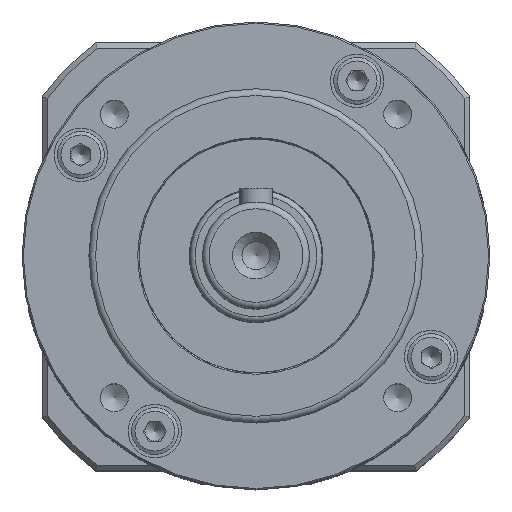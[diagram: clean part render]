
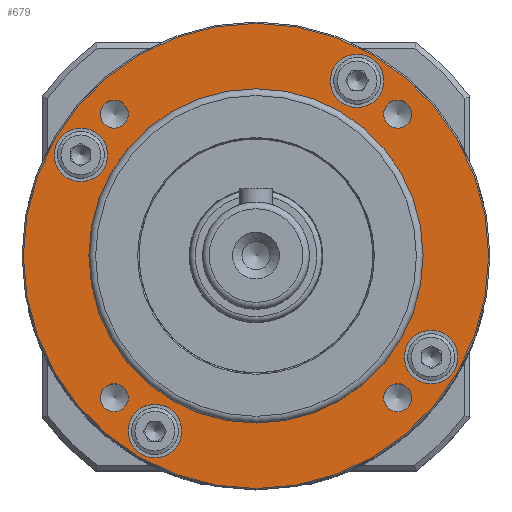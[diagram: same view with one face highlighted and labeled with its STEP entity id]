
A CAD part, top view. The second image highlights one B-rep face of the part: STEP entity #679.
In plain terms, the highlighted planar face has unit normal (0, 0, 1).
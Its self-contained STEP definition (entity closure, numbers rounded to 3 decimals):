
#129=CARTESIAN_POINT('',(-34.8,0.0,-5.0));
#130=VERTEX_POINT('',#129);
#131=CARTESIAN_POINT('',(0.0,0.0,-5.0));
#132=DIRECTION('',(0.0,0.0,1.0));
#133=DIRECTION('',(1.0,0.0,0.0));
#134=AXIS2_PLACEMENT_3D('',#131,#132,#133);
#135=CIRCLE('',#134,34.8);
#136=EDGE_CURVE('',#130,#130,#135,.T.);
#196=CARTESIAN_POINT('',(23.313,21.213,-5.0));
#197=VERTEX_POINT('',#196);
#198=CARTESIAN_POINT('',(21.213,21.213,-5.0));
#199=DIRECTION('',(0.0,0.0,1.0));
#200=DIRECTION('',(1.0,0.0,0.0));
#201=AXIS2_PLACEMENT_3D('',#198,#199,#200);
#202=CIRCLE('',#201,2.1);
#203=EDGE_CURVE('',#197,#197,#202,.T.);
#233=CARTESIAN_POINT('',(-19.113,21.213,-5.0));
#234=VERTEX_POINT('',#233);
#235=CARTESIAN_POINT('',(-21.213,21.213,-5.0));
#236=DIRECTION('',(0.0,0.0,1.0));
#237=DIRECTION('',(1.0,0.0,0.0));
#238=AXIS2_PLACEMENT_3D('',#235,#236,#237);
#239=CIRCLE('',#238,2.1);
#240=EDGE_CURVE('',#234,#234,#239,.T.);
#270=CARTESIAN_POINT('',(-19.113,-21.213,-5.0));
#271=VERTEX_POINT('',#270);
#272=CARTESIAN_POINT('',(-21.213,-21.213,-5.0));
#273=DIRECTION('',(0.0,0.0,1.0));
#274=DIRECTION('',(1.0,0.0,0.0));
#275=AXIS2_PLACEMENT_3D('',#272,#273,#274);
#276=CIRCLE('',#275,2.1);
#277=EDGE_CURVE('',#271,#271,#276,.T.);
#307=CARTESIAN_POINT('',(23.313,-21.213,-5.0));
#308=VERTEX_POINT('',#307);
#309=CARTESIAN_POINT('',(21.213,-21.213,-5.0));
#310=DIRECTION('',(0.0,0.0,1.0));
#311=DIRECTION('',(1.0,0.0,0.0));
#312=AXIS2_PLACEMENT_3D('',#309,#310,#311);
#313=CIRCLE('',#312,2.1);
#314=EDGE_CURVE('',#308,#308,#313,.T.);
#344=CARTESIAN_POINT('',(19.125,26.197,-5.));
#345=VERTEX_POINT('',#344);
#346=CARTESIAN_POINT('',(15.125,26.197,-5.));
#347=DIRECTION('',(0.0,0.0,1.0));
#348=DIRECTION('',(1.0,0.0,0.0));
#349=AXIS2_PLACEMENT_3D('',#346,#347,#348);
#350=CIRCLE('',#349,4.);
#351=EDGE_CURVE('',#345,#345,#350,.T.);
#400=CARTESIAN_POINT('',(30.197,-15.125,-5.));
#401=VERTEX_POINT('',#400);
#402=CARTESIAN_POINT('',(26.197,-15.125,-5.));
#403=DIRECTION('',(0.0,0.0,1.0));
#404=DIRECTION('',(1.0,0.0,0.0));
#405=AXIS2_PLACEMENT_3D('',#402,#403,#404);
#406=CIRCLE('',#405,4.);
#407=EDGE_CURVE('',#401,#401,#406,.T.);
#456=CARTESIAN_POINT('',(-11.125,-26.197,-5.));
#457=VERTEX_POINT('',#456);
#458=CARTESIAN_POINT('',(-15.125,-26.197,-5.));
#459=DIRECTION('',(0.0,0.0,1.0));
#460=DIRECTION('',(1.0,0.0,0.0));
#461=AXIS2_PLACEMENT_3D('',#458,#459,#460);
#462=CIRCLE('',#461,4.);
#463=EDGE_CURVE('',#457,#457,#462,.T.);
#512=CARTESIAN_POINT('',(-22.197,15.125,-5.));
#513=VERTEX_POINT('',#512);
#514=CARTESIAN_POINT('',(-26.197,15.125,-5.));
#515=DIRECTION('',(0.0,0.0,1.0));
#516=DIRECTION('',(1.0,0.0,0.0));
#517=AXIS2_PLACEMENT_3D('',#514,#515,#516);
#518=CIRCLE('',#517,4.);
#519=EDGE_CURVE('',#513,#513,#518,.T.);
#600=CARTESIAN_POINT('',(-25.0,0.0,-5.0));
#601=VERTEX_POINT('',#600);
#602=CARTESIAN_POINT('',(0.0,0.0,-5.0));
#603=DIRECTION('',(0.0,0.0,-1.0));
#604=DIRECTION('',(-1.0,0.0,0.0));
#605=AXIS2_PLACEMENT_3D('',#602,#603,#604);
#606=CIRCLE('',#605,25.0);
#607=EDGE_CURVE('',#601,#601,#606,.T.);
#644=CARTESIAN_POINT('',(0.0,25.0,-5.0));
#645=DIRECTION('',(0.0,0.0,1.0));
#646=DIRECTION('',(1.0,0.0,0.0));
#647=AXIS2_PLACEMENT_3D('',#644,#645,#646);
#648=PLANE('',#647);
#649=ORIENTED_EDGE('',*,*,#136,.T.);
#650=EDGE_LOOP('',(#649));
#651=FACE_OUTER_BOUND('',#650,.T.);
#652=ORIENTED_EDGE('',*,*,#203,.F.);
#653=EDGE_LOOP('',(#652));
#654=FACE_BOUND('',#653,.T.);
#655=ORIENTED_EDGE('',*,*,#240,.F.);
#656=EDGE_LOOP('',(#655));
#657=FACE_BOUND('',#656,.T.);
#658=ORIENTED_EDGE('',*,*,#277,.F.);
#659=EDGE_LOOP('',(#658));
#660=FACE_BOUND('',#659,.T.);
#661=ORIENTED_EDGE('',*,*,#314,.F.);
#662=EDGE_LOOP('',(#661));
#663=FACE_BOUND('',#662,.T.);
#664=ORIENTED_EDGE('',*,*,#351,.F.);
#665=EDGE_LOOP('',(#664));
#666=FACE_BOUND('',#665,.T.);
#667=ORIENTED_EDGE('',*,*,#407,.F.);
#668=EDGE_LOOP('',(#667));
#669=FACE_BOUND('',#668,.T.);
#670=ORIENTED_EDGE('',*,*,#463,.F.);
#671=EDGE_LOOP('',(#670));
#672=FACE_BOUND('',#671,.T.);
#673=ORIENTED_EDGE('',*,*,#519,.F.);
#674=EDGE_LOOP('',(#673));
#675=FACE_BOUND('',#674,.T.);
#676=ORIENTED_EDGE('',*,*,#607,.T.);
#677=EDGE_LOOP('',(#676));
#678=FACE_BOUND('',#677,.T.);
#679=ADVANCED_FACE('',(#651,#654,#657,#660,#663,#666,#669,#672,#675,#678),#648,.T.);
